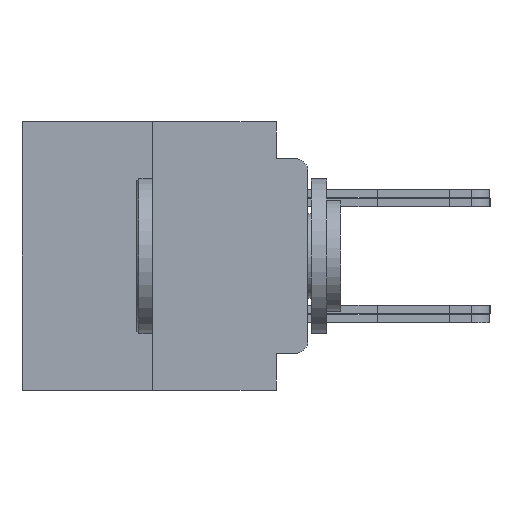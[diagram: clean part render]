
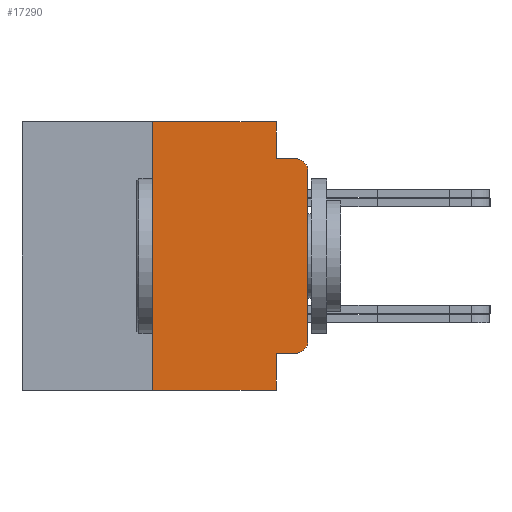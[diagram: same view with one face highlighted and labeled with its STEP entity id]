
A CAD part, left-side view. The second image highlights one B-rep face of the part: STEP entity #17290.
In plain terms, the highlighted planar face has unit normal (-1, 0, 0).
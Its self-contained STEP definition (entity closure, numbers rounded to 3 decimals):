
#677 = ORIENTED_EDGE ( 'NONE', *, *, #25043, .T. ) ;
#1163 = DIRECTION ( 'NONE',  ( -1., 0., 0. ) ) ;
#1202 = CARTESIAN_POINT ( 'NONE',  ( -75.603, 1.295, 3.975 ) ) ;
#1422 = ORIENTED_EDGE ( 'NONE', *, *, #27801, .F. ) ;
#1906 = DIRECTION ( 'NONE',  ( -1., 0., 0. ) ) ;
#2316 = CARTESIAN_POINT ( 'NONE',  ( -75.603, 1.295, -3.975 ) ) ;
#2579 = LINE ( 'NONE', #17329, #26906 ) ;
#2625 = VERTEX_POINT ( 'NONE', #15645 ) ;
#3157 = VERTEX_POINT ( 'NONE', #20034 ) ;
#3356 = DIRECTION ( 'NONE',  ( 0., 0., 1. ) ) ;
#3986 = VERTEX_POINT ( 'NONE', #18978 ) ;
#4010 = VERTEX_POINT ( 'NONE', #19075 ) ;
#4431 = LINE ( 'NONE', #28346, #13340 ) ;
#4578 = ORIENTED_EDGE ( 'NONE', *, *, #24176, .F. ) ;
#4972 = LINE ( 'NONE', #23965, #14590 ) ;
#5294 = CARTESIAN_POINT ( 'NONE',  ( -75.603, 0., -3.467 ) ) ;
#5798 = VERTEX_POINT ( 'NONE', #25186 ) ;
#5962 = VERTEX_POINT ( 'NONE', #1202 ) ;
#6399 = CARTESIAN_POINT ( 'NONE',  ( -75.603, 0.508, -3.975 ) ) ;
#6409 = CARTESIAN_POINT ( 'NONE',  ( -75.603, 0.508, -3.467 ) ) ;
#6671 = AXIS2_PLACEMENT_3D ( 'NONE', #20414, #27237, #29555 ) ;
#8395 = DIRECTION ( 'NONE',  ( 0., 0., -1. ) ) ;
#8620 = VECTOR ( 'NONE', #10054, 1000. ) ;
#9314 = EDGE_CURVE ( 'NONE', #10815, #11112, #22331, .T. ) ;
#9497 = DIRECTION ( 'NONE',  ( 0., 0., 1. ) ) ;
#10054 = DIRECTION ( 'NONE',  ( 0., 0., -1. ) ) ;
#10055 = EDGE_CURVE ( 'NONE', #3157, #3986, #2579, .T. ) ;
#10162 = CARTESIAN_POINT ( 'NONE',  ( -75.603, 1.295, 0. ) ) ;
#10447 = DIRECTION ( 'NONE',  ( 0., -1., 0. ) ) ;
#10633 = DIRECTION ( 'NONE',  ( 0., -1., 0. ) ) ;
#10815 = VERTEX_POINT ( 'NONE', #6399 ) ;
#10936 = ORIENTED_EDGE ( 'NONE', *, *, #20425, .T. ) ;
#11112 = VERTEX_POINT ( 'NONE', #5294 ) ;
#11184 = EDGE_CURVE ( 'NONE', #24969, #3986, #24022, .T. ) ;
#11210 = PLANE ( 'NONE',  #6671 ) ;
#11385 = LINE ( 'NONE', #19457, #16023 ) ;
#11508 = VECTOR ( 'NONE', #8395, 1000. ) ;
#11851 = LINE ( 'NONE', #29016, #11508 ) ;
#11870 = CARTESIAN_POINT ( 'NONE',  ( -75.603, 0., 5.486 ) ) ;
#12880 = VECTOR ( 'NONE', #9497, 1000. ) ;
#13161 = DIRECTION ( 'NONE',  ( 0., 0., -1. ) ) ;
#13299 = ORIENTED_EDGE ( 'NONE', *, *, #20482, .F. ) ;
#13340 = VECTOR ( 'NONE', #10633, 1000. ) ;
#13423 = ORIENTED_EDGE ( 'NONE', *, *, #23513, .F. ) ;
#13592 = LINE ( 'NONE', #20284, #17562 ) ;
#14502 = AXIS2_PLACEMENT_3D ( 'NONE', #22060, #1163, #26554 ) ;
#14590 = VECTOR ( 'NONE', #10447, 1000. ) ;
#14895 = AXIS2_PLACEMENT_3D ( 'NONE', #6409, #1906, #13161 ) ;
#15090 = ORIENTED_EDGE ( 'NONE', *, *, #18601, .T. ) ;
#15384 = CIRCLE ( 'NONE', #14502, 0.508 ) ;
#15416 = VERTEX_POINT ( 'NONE', #28458 ) ;
#15479 = FACE_OUTER_BOUND ( 'NONE', #23186, .T. ) ;
#15645 = CARTESIAN_POINT ( 'NONE',  ( -75.603, 1.295, 5.486 ) ) ;
#15754 = DIRECTION ( 'NONE',  ( 0., -1., 0. ) ) ;
#16023 = VECTOR ( 'NONE', #3356, 1000. ) ;
#17290 = ADVANCED_FACE ( 'NONE', ( #15479 ), #11210, .F. ) ;
#17329 = CARTESIAN_POINT ( 'NONE',  ( -75.603, 11.684, -5.486 ) ) ;
#17562 = VECTOR ( 'NONE', #15754, 1000. ) ;
#18601 = EDGE_CURVE ( 'NONE', #4010, #15416, #15384, .T. ) ;
#18978 = CARTESIAN_POINT ( 'NONE',  ( -75.603, 1.295, -5.486 ) ) ;
#19075 = CARTESIAN_POINT ( 'NONE',  ( -75.603, 0., 3.467 ) ) ;
#19457 = CARTESIAN_POINT ( 'NONE',  ( -75.603, 6.35, -5.486 ) ) ;
#19658 = ORIENTED_EDGE ( 'NONE', *, *, #11184, .F. ) ;
#20034 = CARTESIAN_POINT ( 'NONE',  ( -75.603, 6.35, -5.486 ) ) ;
#20284 = CARTESIAN_POINT ( 'NONE',  ( -75.603, 1.295, 3.975 ) ) ;
#20414 = CARTESIAN_POINT ( 'NONE',  ( -75.603, 11.684, 5.486 ) ) ;
#20425 = EDGE_CURVE ( 'NONE', #24969, #10815, #4972, .T. ) ;
#20482 = EDGE_CURVE ( 'NONE', #3157, #5798, #11385, .T. ) ;
#22060 = CARTESIAN_POINT ( 'NONE',  ( -75.603, 0.508, 3.467 ) ) ;
#22230 = LINE ( 'NONE', #11870, #12880 ) ;
#22331 = CIRCLE ( 'NONE', #14895, 0.508 ) ;
#23186 = EDGE_LOOP ( 'NONE', ( #10936, #24552, #677, #15090, #1422, #4578, #13423, #13299, #23708, #19658 ) ) ;
#23513 = EDGE_CURVE ( 'NONE', #5798, #2625, #4431, .T. ) ;
#23708 = ORIENTED_EDGE ( 'NONE', *, *, #10055, .T. ) ;
#23965 = CARTESIAN_POINT ( 'NONE',  ( -75.603, 1.295, -3.975 ) ) ;
#24022 = LINE ( 'NONE', #10162, #8620 ) ;
#24176 = EDGE_CURVE ( 'NONE', #2625, #5962, #11851, .T. ) ;
#24324 = DIRECTION ( 'NONE',  ( 0., -1., 0. ) ) ;
#24552 = ORIENTED_EDGE ( 'NONE', *, *, #9314, .T. ) ;
#24969 = VERTEX_POINT ( 'NONE', #2316 ) ;
#25043 = EDGE_CURVE ( 'NONE', #11112, #4010, #22230, .T. ) ;
#25186 = CARTESIAN_POINT ( 'NONE',  ( -75.603, 6.35, 5.486 ) ) ;
#26554 = DIRECTION ( 'NONE',  ( 0., 0., -1. ) ) ;
#26906 = VECTOR ( 'NONE', #24324, 1000. ) ;
#27237 = DIRECTION ( 'NONE',  ( 1., 0., 0. ) ) ;
#27801 = EDGE_CURVE ( 'NONE', #5962, #15416, #13592, .T. ) ;
#28346 = CARTESIAN_POINT ( 'NONE',  ( -75.603, 11.684, 5.486 ) ) ;
#28458 = CARTESIAN_POINT ( 'NONE',  ( -75.603, 0.508, 3.975 ) ) ;
#29016 = CARTESIAN_POINT ( 'NONE',  ( -75.603, 1.295, 0. ) ) ;
#29555 = DIRECTION ( 'NONE',  ( 0., 0., -1. ) ) ;
